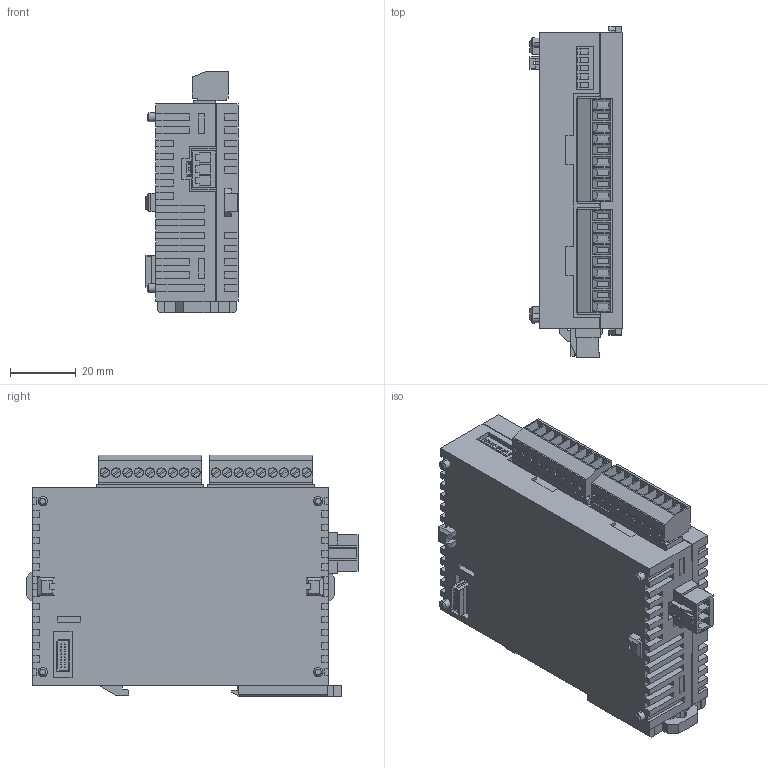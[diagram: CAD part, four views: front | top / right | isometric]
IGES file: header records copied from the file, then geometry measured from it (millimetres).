
Start section: SolidWorks IGES file using analytic representation for surfaces
Global section: file name: afp0ra42.IGS; native system: SolidWorks 2010; preprocessor: SolidWorks 2010; author: E184722; date: 150325.111336; units: millimetre
Bounding box: 28 x 101 x 73.45 mm (x, y, z)
Surface area: 27411.2 mm2 (no closed solid volume)
Topology: 0 solids, 0 shells, 990 faces, 6912 edges, 6912 vertices
Faces by surface type: bspline 913, revolution 77
